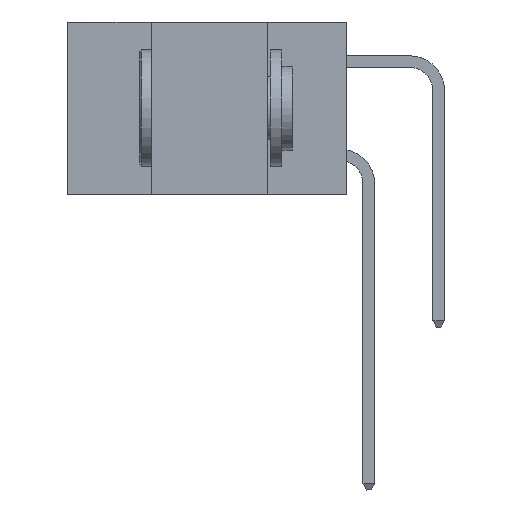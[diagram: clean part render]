
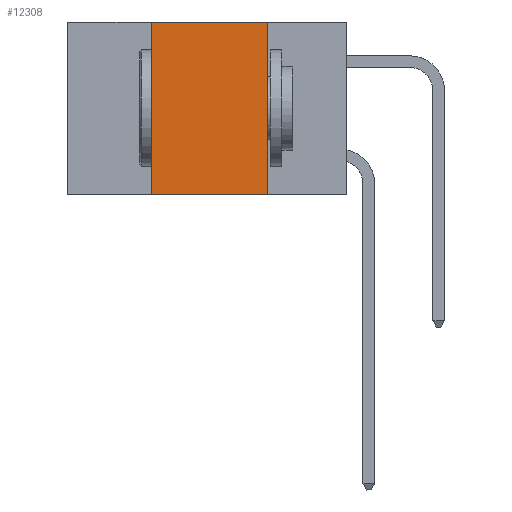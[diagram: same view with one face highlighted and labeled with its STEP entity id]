
A CAD part, left-side view. The second image highlights one B-rep face of the part: STEP entity #12308.
In plain terms, the highlighted planar face has unit normal (-1, 0, 0).
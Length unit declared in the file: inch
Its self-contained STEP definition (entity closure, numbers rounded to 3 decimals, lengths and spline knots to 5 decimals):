
#455 = CARTESIAN_POINT ( 'NONE',  ( 0., 0.6, -0.37 ) ) ;
#647 = ORIENTED_EDGE ( 'NONE', *, *, #9678, .F. ) ;
#1724 = LINE ( 'NONE', #2524, #12905 ) ;
#1809 = CARTESIAN_POINT ( 'NONE',  ( 0., 0.17, -0.37 ) ) ;
#2177 = VERTEX_POINT ( 'NONE', #1809 ) ;
#2524 = CARTESIAN_POINT ( 'NONE',  ( 0., 0.42, 0. ) ) ;
#3128 = CARTESIAN_POINT ( 'NONE',  ( 0., 0.42, 0. ) ) ;
#3431 = CARTESIAN_POINT ( 'NONE',  ( 0., 0.17, 0. ) ) ;
#3447 = PLANE ( 'NONE',  #3918 ) ;
#3918 = AXIS2_PLACEMENT_3D ( 'NONE', #9724, #5083, #16027 ) ;
#5017 = LINE ( 'NONE', #455, #7216 ) ;
#5083 = DIRECTION ( 'NONE',  ( 1., 0., 0. ) ) ;
#6075 = VERTEX_POINT ( 'NONE', #3128 ) ;
#7216 = VECTOR ( 'NONE', #13242, 39.37008 ) ;
#7622 = ORIENTED_EDGE ( 'NONE', *, *, #20215, .T. ) ;
#7659 = VECTOR ( 'NONE', #20384, 39.37008 ) ;
#7906 = LINE ( 'NONE', #16852, #15756 ) ;
#7935 = CARTESIAN_POINT ( 'NONE',  ( 0., 0.6, 0. ) ) ;
#9678 = EDGE_CURVE ( 'NONE', #19064, #2177, #7906, .T. ) ;
#9724 = CARTESIAN_POINT ( 'NONE',  ( 0., 0.6, 0. ) ) ;
#9746 = ORIENTED_EDGE ( 'NONE', *, *, #19829, .F. ) ;
#9750 = VERTEX_POINT ( 'NONE', #20061 ) ;
#9892 = EDGE_CURVE ( 'NONE', #6075, #19064, #20082, .T. ) ;
#12308 = ADVANCED_FACE ( 'NONE', ( #17181 ), #3447, .F. ) ;
#12905 = VECTOR ( 'NONE', #16719, 39.37008 ) ;
#13242 = DIRECTION ( 'NONE',  ( 0., -1., 0. ) ) ;
#15756 = VECTOR ( 'NONE', #18378, 39.37008 ) ;
#16027 = DIRECTION ( 'NONE',  ( 0., 0., -1. ) ) ;
#16641 = EDGE_LOOP ( 'NONE', ( #647, #19716, #9746, #7622 ) ) ;
#16719 = DIRECTION ( 'NONE',  ( 0., 0., 1. ) ) ;
#16852 = CARTESIAN_POINT ( 'NONE',  ( 0., 0.17, 0. ) ) ;
#17181 = FACE_OUTER_BOUND ( 'NONE', #16641, .T. ) ;
#18378 = DIRECTION ( 'NONE',  ( 0., 0., -1. ) ) ;
#19064 = VERTEX_POINT ( 'NONE', #3431 ) ;
#19716 = ORIENTED_EDGE ( 'NONE', *, *, #9892, .F. ) ;
#19829 = EDGE_CURVE ( 'NONE', #9750, #6075, #1724, .T. ) ;
#20061 = CARTESIAN_POINT ( 'NONE',  ( 0., 0.42, -0.37 ) ) ;
#20082 = LINE ( 'NONE', #7935, #7659 ) ;
#20215 = EDGE_CURVE ( 'NONE', #9750, #2177, #5017, .T. ) ;
#20384 = DIRECTION ( 'NONE',  ( 0., -1., 0. ) ) ;
